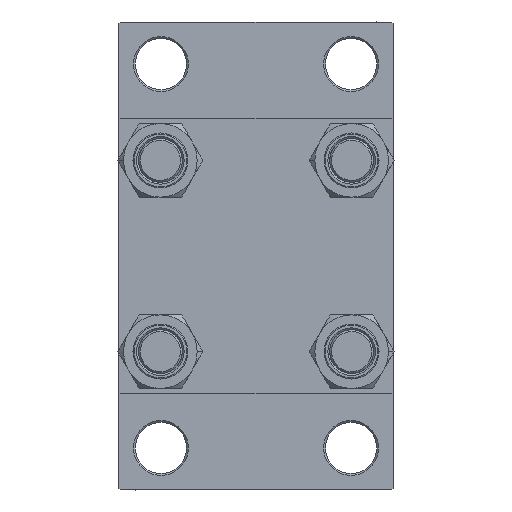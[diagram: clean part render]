
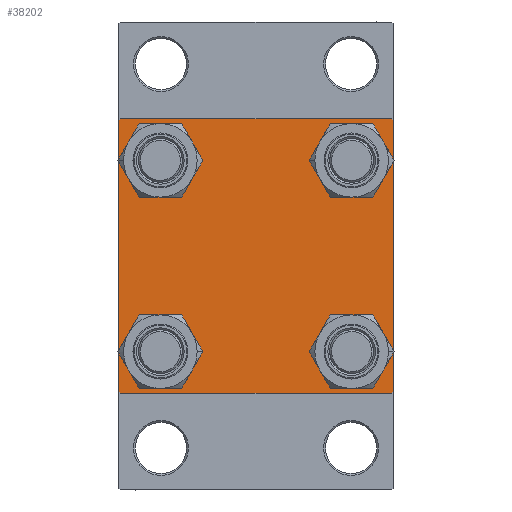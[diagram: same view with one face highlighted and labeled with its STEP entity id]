
A CAD part, left-side view. The second image highlights one B-rep face of the part: STEP entity #38202.
In plain terms, the highlighted planar face has unit normal (-1, 0, 0).
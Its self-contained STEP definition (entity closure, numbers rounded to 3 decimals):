
#527 = ORIENTED_EDGE ( 'NONE', *, *, #30078, .T. ) ;
#601 = DIRECTION ( 'NONE',  ( 0., 0., 1. ) ) ;
#654 = VECTOR ( 'NONE', #14229, 1000. ) ;
#707 = CARTESIAN_POINT ( 'NONE',  ( 0., 37.5, 37.5 ) ) ;
#1584 = DIRECTION ( 'NONE',  ( 1., 0., 0. ) ) ;
#1730 = DIRECTION ( 'NONE',  ( 0., 0., 1. ) ) ;
#2159 = VERTEX_POINT ( 'NONE', #16072 ) ;
#2463 = AXIS2_PLACEMENT_3D ( 'NONE', #30934, #46439, #46685 ) ;
#2498 = DIRECTION ( 'NONE',  ( 1., 0., 0. ) ) ;
#2786 = EDGE_LOOP ( 'NONE', ( #15243, #3045 ) ) ;
#3045 = ORIENTED_EDGE ( 'NONE', *, *, #9572, .T. ) ;
#3059 = LINE ( 'NONE', #34030, #654 ) ;
#3192 = FACE_BOUND ( 'NONE', #34590, .T. ) ;
#3274 = ORIENTED_EDGE ( 'NONE', *, *, #13136, .T. ) ;
#3308 = LINE ( 'NONE', #49554, #41404 ) ;
#4569 = ORIENTED_EDGE ( 'NONE', *, *, #21164, .T. ) ;
#4646 = CARTESIAN_POINT ( 'NONE',  ( 0., -26.15, 26.15 ) ) ;
#4831 = CARTESIAN_POINT ( 'NONE',  ( 0., -37., -37.5 ) ) ;
#4981 = ORIENTED_EDGE ( 'NONE', *, *, #21525, .T. ) ;
#5994 = CARTESIAN_POINT ( 'NONE',  ( 0., -37.25, -37.25 ) ) ;
#7037 = CARTESIAN_POINT ( 'NONE',  ( 0., -37.25, 37.25 ) ) ;
#8087 = ORIENTED_EDGE ( 'NONE', *, *, #29908, .T. ) ;
#8152 = EDGE_CURVE ( 'NONE', #39868, #13436, #35503, .T. ) ;
#8155 = ORIENTED_EDGE ( 'NONE', *, *, #34404, .F. ) ;
#8521 = CIRCLE ( 'NONE', #31246, 6.5 ) ;
#8525 = VECTOR ( 'NONE', #47856, 1000. ) ;
#8811 = VERTEX_POINT ( 'NONE', #32630 ) ;
#8961 = DIRECTION ( 'NONE',  ( 0., 0., 1. ) ) ;
#9217 = CARTESIAN_POINT ( 'NONE',  ( 0., 0., 0. ) ) ;
#9572 = EDGE_CURVE ( 'NONE', #2159, #30840, #16745, .T. ) ;
#9810 = AXIS2_PLACEMENT_3D ( 'NONE', #44748, #45004, #21640 ) ;
#9870 = CIRCLE ( 'NONE', #23656, 6.5 ) ;
#10065 = DIRECTION ( 'NONE',  ( 0., -0.707, 0.707 ) ) ;
#10806 = FACE_BOUND ( 'NONE', #42997, .T. ) ;
#11147 = CARTESIAN_POINT ( 'NONE',  ( 0., 37.5, 37. ) ) ;
#12013 = EDGE_CURVE ( 'NONE', #13436, #22565, #3059, .T. ) ;
#12050 = DIRECTION ( 'NONE',  ( -1., 0., 0. ) ) ;
#12446 = CARTESIAN_POINT ( 'NONE',  ( 0., -37.5, 37.5 ) ) ;
#12544 = LINE ( 'NONE', #28804, #8525 ) ;
#12638 = VERTEX_POINT ( 'NONE', #4831 ) ;
#12766 = CARTESIAN_POINT ( 'NONE',  ( 0., -26.15, 26.15 ) ) ;
#12789 = EDGE_CURVE ( 'NONE', #22565, #12638, #3308, .T. ) ;
#12917 = EDGE_LOOP ( 'NONE', ( #33202, #49090, #41679, #44436, #20015, #4569, #8155, #16396 ) ) ;
#13136 = EDGE_CURVE ( 'NONE', #49260, #34494, #25991, .T. ) ;
#13392 = AXIS2_PLACEMENT_3D ( 'NONE', #13418, #2498, #1730 ) ;
#13418 = CARTESIAN_POINT ( 'NONE',  ( 0., 26.15, 26.15 ) ) ;
#13436 = VERTEX_POINT ( 'NONE', #30370 ) ;
#14229 = DIRECTION ( 'NONE',  ( 0., -0.707, -0.707 ) ) ;
#14699 = EDGE_CURVE ( 'NONE', #12638, #32180, #25563, .T. ) ;
#14730 = DIRECTION ( 'NONE',  ( 0., -1., 0. ) ) ;
#15243 = ORIENTED_EDGE ( 'NONE', *, *, #39571, .T. ) ;
#15423 = ORIENTED_EDGE ( 'NONE', *, *, #42571, .T. ) ;
#16072 = CARTESIAN_POINT ( 'NONE',  ( 0., -26.15, -32.65 ) ) ;
#16290 = EDGE_CURVE ( 'NONE', #22605, #32180, #27699, .T. ) ;
#16396 = ORIENTED_EDGE ( 'NONE', *, *, #27305, .T. ) ;
#16490 = LINE ( 'NONE', #31996, #42781 ) ;
#16745 = CIRCLE ( 'NONE', #19205, 6.5 ) ;
#16837 = DIRECTION ( 'NONE',  ( 0., 0., 1. ) ) ;
#17331 = DIRECTION ( 'NONE',  ( 1., 0., 0. ) ) ;
#17383 = CARTESIAN_POINT ( 'NONE',  ( 0., 37., -37.5 ) ) ;
#18688 = FACE_OUTER_BOUND ( 'NONE', #12917, .T. ) ;
#19043 = VERTEX_POINT ( 'NONE', #30583 ) ;
#19086 = EDGE_CURVE ( 'NONE', #8811, #19043, #9870, .T. ) ;
#19205 = AXIS2_PLACEMENT_3D ( 'NONE', #25337, #24834, #40840 ) ;
#19481 = CARTESIAN_POINT ( 'NONE',  ( 0., -26.15, 19.65 ) ) ;
#19835 = DIRECTION ( 'NONE',  ( 0., 0., -1. ) ) ;
#20015 = ORIENTED_EDGE ( 'NONE', *, *, #16290, .F. ) ;
#20087 = ORIENTED_EDGE ( 'NONE', *, *, #19086, .T. ) ;
#20284 = AXIS2_PLACEMENT_3D ( 'NONE', #9217, #12050, #8961 ) ;
#20784 = VECTOR ( 'NONE', #37264, 1000. ) ;
#21164 = EDGE_CURVE ( 'NONE', #22605, #26554, #29911, .T. ) ;
#21504 = DIRECTION ( 'NONE',  ( 1., 0., 0. ) ) ;
#21525 = EDGE_CURVE ( 'NONE', #34013, #36413, #23725, .T. ) ;
#21640 = DIRECTION ( 'NONE',  ( 0., 0., 1. ) ) ;
#22328 = CIRCLE ( 'NONE', #13392, 6.5 ) ;
#22565 = VERTEX_POINT ( 'NONE', #17383 ) ;
#22605 = VERTEX_POINT ( 'NONE', #45599 ) ;
#22631 = EDGE_LOOP ( 'NONE', ( #20087, #527 ) ) ;
#22952 = DIRECTION ( 'NONE',  ( 0., 0., 1. ) ) ;
#23656 = AXIS2_PLACEMENT_3D ( 'NONE', #49638, #21504, #22952 ) ;
#23725 = CIRCLE ( 'NONE', #43996, 6.5 ) ;
#24462 = PLANE ( 'NONE',  #20284 ) ;
#24834 = DIRECTION ( 'NONE',  ( 1., 0., 0. ) ) ;
#25337 = CARTESIAN_POINT ( 'NONE',  ( 0., -26.15, -26.15 ) ) ;
#25513 = CARTESIAN_POINT ( 'NONE',  ( 0., -26.15, 32.65 ) ) ;
#25563 = LINE ( 'NONE', #5994, #44709 ) ;
#25991 = CIRCLE ( 'NONE', #2463, 6.5 ) ;
#26554 = VERTEX_POINT ( 'NONE', #46997 ) ;
#27305 = EDGE_CURVE ( 'NONE', #28293, #39868, #12544, .T. ) ;
#27699 = LINE ( 'NONE', #12446, #31781 ) ;
#28293 = VERTEX_POINT ( 'NONE', #41986 ) ;
#28804 = CARTESIAN_POINT ( 'NONE',  ( 0., 37.25, 37.25 ) ) ;
#29908 = EDGE_CURVE ( 'NONE', #34494, #49260, #22328, .T. ) ;
#29911 = LINE ( 'NONE', #7037, #49727 ) ;
#30078 = EDGE_CURVE ( 'NONE', #19043, #8811, #8521, .T. ) ;
#30370 = CARTESIAN_POINT ( 'NONE',  ( 0., 37.5, -37. ) ) ;
#30583 = CARTESIAN_POINT ( 'NONE',  ( 0., 26.15, -32.65 ) ) ;
#30840 = VERTEX_POINT ( 'NONE', #48039 ) ;
#30934 = CARTESIAN_POINT ( 'NONE',  ( 0., 26.15, 26.15 ) ) ;
#31246 = AXIS2_PLACEMENT_3D ( 'NONE', #45688, #46440, #38805 ) ;
#31483 = CARTESIAN_POINT ( 'NONE',  ( 0., 26.15, 19.65 ) ) ;
#31724 = CIRCLE ( 'NONE', #9810, 6.5 ) ;
#31781 = VECTOR ( 'NONE', #19835, 1000. ) ;
#31996 = CARTESIAN_POINT ( 'NONE',  ( 0., 37.5, 37.5 ) ) ;
#32180 = VERTEX_POINT ( 'NONE', #41194 ) ;
#32630 = CARTESIAN_POINT ( 'NONE',  ( 0., 26.15, -19.65 ) ) ;
#32750 = CARTESIAN_POINT ( 'NONE',  ( 0., 26.15, 32.65 ) ) ;
#33202 = ORIENTED_EDGE ( 'NONE', *, *, #8152, .T. ) ;
#34013 = VERTEX_POINT ( 'NONE', #25513 ) ;
#34030 = CARTESIAN_POINT ( 'NONE',  ( 0., 37.25, -37.25 ) ) ;
#34302 = CIRCLE ( 'NONE', #39150, 6.5 ) ;
#34404 = EDGE_CURVE ( 'NONE', #28293, #26554, #16490, .T. ) ;
#34494 = VERTEX_POINT ( 'NONE', #32750 ) ;
#34590 = EDGE_LOOP ( 'NONE', ( #8087, #3274 ) ) ;
#35503 = LINE ( 'NONE', #707, #20784 ) ;
#36413 = VERTEX_POINT ( 'NONE', #19481 ) ;
#37264 = DIRECTION ( 'NONE',  ( 0., 0., -1. ) ) ;
#37994 = FACE_BOUND ( 'NONE', #22631, .T. ) ;
#38202 = ADVANCED_FACE ( 'NONE', ( #10806, #41805, #37994, #3192, #18688 ), #24462, .T. ) ;
#38805 = DIRECTION ( 'NONE',  ( 0., 0., 1. ) ) ;
#39150 = AXIS2_PLACEMENT_3D ( 'NONE', #12766, #17331, #16837 ) ;
#39571 = EDGE_CURVE ( 'NONE', #30840, #2159, #31724, .T. ) ;
#39868 = VERTEX_POINT ( 'NONE', #11147 ) ;
#40840 = DIRECTION ( 'NONE',  ( 0., 0., 1. ) ) ;
#41194 = CARTESIAN_POINT ( 'NONE',  ( 0., -37.5, -37. ) ) ;
#41404 = VECTOR ( 'NONE', #14730, 1000. ) ;
#41679 = ORIENTED_EDGE ( 'NONE', *, *, #12789, .T. ) ;
#41805 = FACE_BOUND ( 'NONE', #2786, .T. ) ;
#41986 = CARTESIAN_POINT ( 'NONE',  ( 0., 37., 37.5 ) ) ;
#42571 = EDGE_CURVE ( 'NONE', #36413, #34013, #34302, .T. ) ;
#42781 = VECTOR ( 'NONE', #43931, 1000. ) ;
#42997 = EDGE_LOOP ( 'NONE', ( #4981, #15423 ) ) ;
#43931 = DIRECTION ( 'NONE',  ( 0., -1., 0. ) ) ;
#43996 = AXIS2_PLACEMENT_3D ( 'NONE', #4646, #1584, #601 ) ;
#44436 = ORIENTED_EDGE ( 'NONE', *, *, #14699, .T. ) ;
#44709 = VECTOR ( 'NONE', #10065, 1000. ) ;
#44748 = CARTESIAN_POINT ( 'NONE',  ( 0., -26.15, -26.15 ) ) ;
#45004 = DIRECTION ( 'NONE',  ( 1., 0., 0. ) ) ;
#45599 = CARTESIAN_POINT ( 'NONE',  ( 0., -37.5, 37. ) ) ;
#45662 = DIRECTION ( 'NONE',  ( 0., 0.707, 0.707 ) ) ;
#45688 = CARTESIAN_POINT ( 'NONE',  ( 0., 26.15, -26.15 ) ) ;
#46439 = DIRECTION ( 'NONE',  ( 1., 0., 0. ) ) ;
#46440 = DIRECTION ( 'NONE',  ( 1., 0., 0. ) ) ;
#46685 = DIRECTION ( 'NONE',  ( 0., 0., 1. ) ) ;
#46997 = CARTESIAN_POINT ( 'NONE',  ( 0., -37., 37.5 ) ) ;
#47856 = DIRECTION ( 'NONE',  ( 0., 0.707, -0.707 ) ) ;
#48039 = CARTESIAN_POINT ( 'NONE',  ( 0., -26.15, -19.65 ) ) ;
#49090 = ORIENTED_EDGE ( 'NONE', *, *, #12013, .T. ) ;
#49260 = VERTEX_POINT ( 'NONE', #31483 ) ;
#49554 = CARTESIAN_POINT ( 'NONE',  ( 0., 37.5, -37.5 ) ) ;
#49638 = CARTESIAN_POINT ( 'NONE',  ( 0., 26.15, -26.15 ) ) ;
#49727 = VECTOR ( 'NONE', #45662, 1000. ) ;
